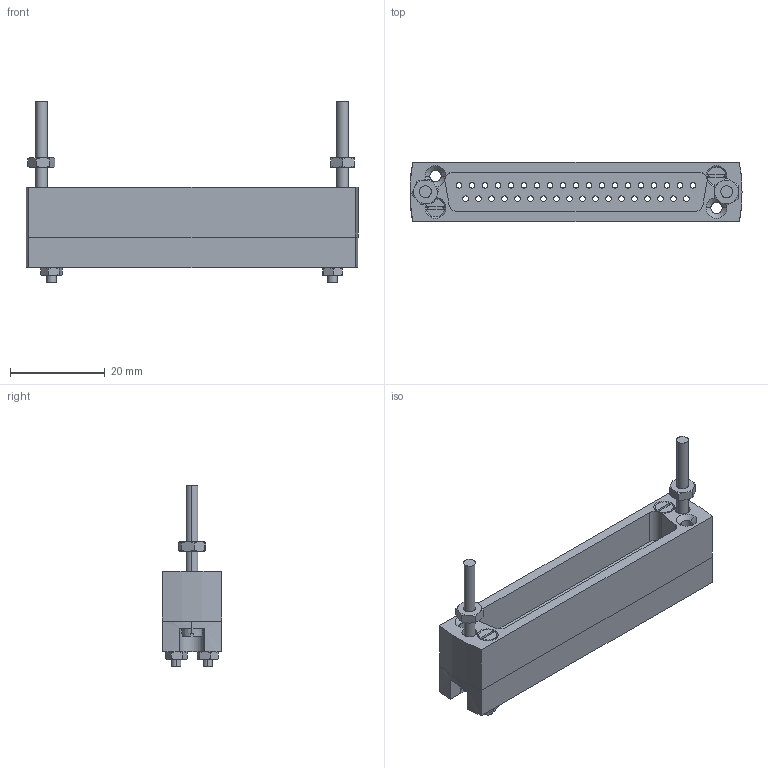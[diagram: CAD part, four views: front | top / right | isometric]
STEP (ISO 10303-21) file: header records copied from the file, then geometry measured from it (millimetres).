
FILE_DESCRIPTION (( 'STEP AP214' ), '1' );
FILE_NAME ('211-MS37-PK.STEP', '2025-04-30T08:39:01', ( '' ), ( '' ), 'SwSTEP 2.0', 'SolidWorks 2022', '' );
FILE_SCHEMA (( 'AUTOMOTIVE_DESIGN' ));
Length unit declared in the file: millimetre
Products named in the file (7): 9211-MSX-PK-FP_9211-MS37-PK-FP; Hexagon Nut ISO 4032 - M2 - D - N_Hexagon Nut ISO 4032 - M2 - D - N; 211-MS37-PK; ISO 1207 - M2.5 x 30 --- 30N_ISO 1207 - M2.5 x 30 --- 30N; Hexagon Nut ISO 4032 - M2.5 - D - N_Hexagon Nut ISO 4032 - M2.5 - D - N; ISO 2009 - M2 x 20 --- 20C_ISO 2009 - M2 x 20 --- 20C; 9211-FSX-PK-BP_9211-FS37-PK-BP
Assembly tree (10 placements, depth 2):
  211-MS37-PK
    9211-MSX-PK-FP_9211-MS37-PK-FP
    9211-FSX-PK-BP_9211-FS37-PK-BP
    Hexagon Nut ISO 4032 - M2 - D - N_Hexagon Nut ISO 4032 - M2 - D - N  x2
    ISO 2009 - M2 x 20 --- 20C_ISO 2009 - M2 x 20 --- 20C  x2
    ISO 1207 - M2.5 x 30 --- 30N_ISO 1207 - M2.5 x 30 --- 30N  x2
    Hexagon Nut ISO 4032 - M2.5 - D - N_Hexagon Nut ISO 4032 - M2.5 - D - N  x2
Bounding box: 70 x 12.5 x 38 mm (x, y, z)
Volume: 10176.4 mm3; surface area: 10806.8 mm2
Topology: 10 solids, 10 shells, 712 faces, 1652 edges, 998 vertices
Faces by surface type: cylinder 362, cone 228, plane 114, torus 8
Entity records: 18931 total; most frequent: DIRECTION 3522, CARTESIAN_POINT 3332, ORIENTED_EDGE 2940, AXIS2_PLACEMENT_3D 1473, EDGE_CURVE 1470, VERTEX_POINT 890, EDGE_LOOP 842, CIRCLE 831
